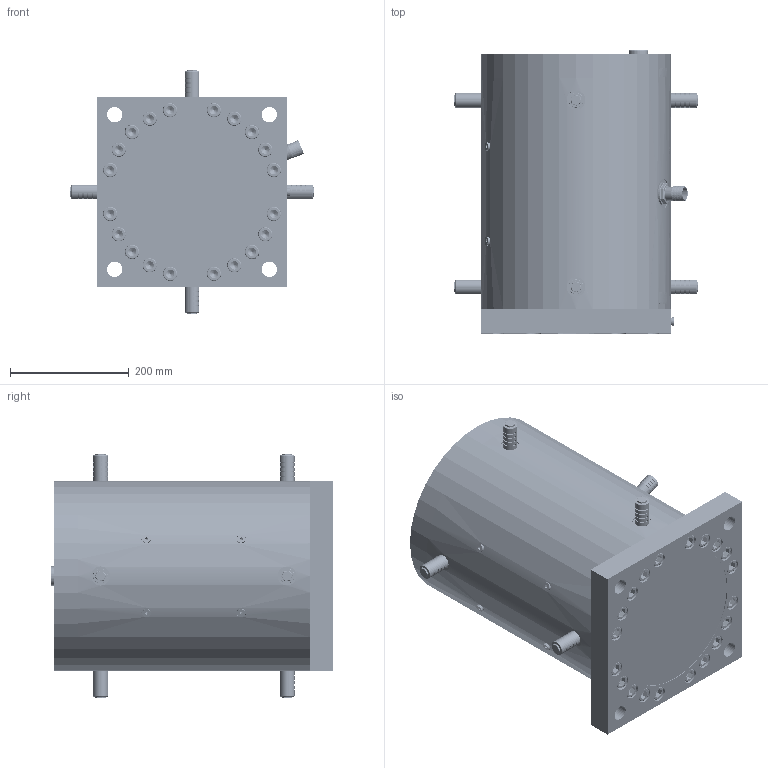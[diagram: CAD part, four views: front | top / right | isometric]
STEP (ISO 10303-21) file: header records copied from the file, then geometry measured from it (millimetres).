
FILE_DESCRIPTION (( 'STEP AP214' ), '1' );
FILE_NAME ('NTS 20-40 Kolbenvibrator #03505000.STEP', '2022-03-31T09:24:43', ( '' ), ( '' ), 'SwSTEP 2.0', 'SolidWorks 2015', '' );
FILE_SCHEMA (( 'AUTOMOTIVE_DESIGN' ));
Length unit declared in the file: millimetre
Products named in the file (1): NTS 20-40 Kolbenvibrator #03505000
Bounding box: 412 x 476 x 412 mm (x, y, z)
Volume: 38443917.5 mm3; surface area: 1522160 mm2
Topology: 107 solids, 107 shells, 7482 faces, 20443 edges, 13338 vertices
Faces by surface type: plane 5546, cylinder 1246, cone 352, torus 268, sphere 70
Entity records: 251444 total; most frequent: CARTESIAN_POINT 63188, ORIENTED_EDGE 40430, DIRECTION 36595, EDGE_CURVE 20215, VECTOR 14033, LINE 14033, VERTEX_POINT 13338, AXIS2_PLACEMENT_3D 11281
